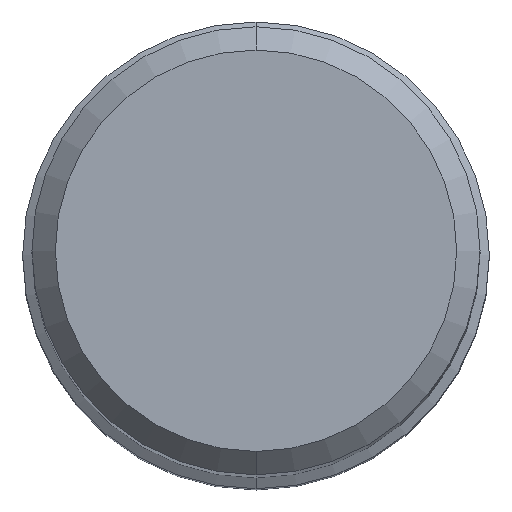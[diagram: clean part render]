
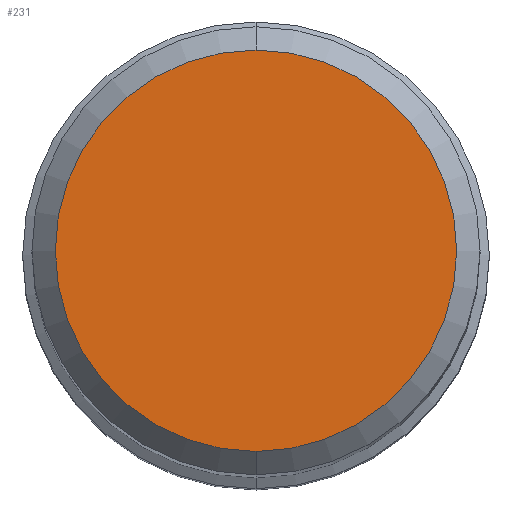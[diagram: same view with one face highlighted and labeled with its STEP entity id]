
A CAD part, top view. The second image highlights one B-rep face of the part: STEP entity #231.
In plain terms, the highlighted planar face has unit normal (0, 0, 1).
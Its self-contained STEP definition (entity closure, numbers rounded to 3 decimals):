
#139=VERTEX_POINT('',#370);
#185=VERTEX_POINT('',#423);
#199=EDGE_CURVE('',#139,#185,#439,.T.);
#231=ADVANCED_FACE('',(#475),#476,.T.);
#327=EDGE_CURVE('',#185,#139,#583,.T.);
#370=CARTESIAN_POINT('',(0.0,4.3,0.));
#423=CARTESIAN_POINT('',(0.,-4.3,0.));
#439=CIRCLE('',#712,4.3);
#475=FACE_OUTER_BOUND('',#758,.T.);
#476=PLANE('',#759);
#583=CIRCLE('',#897,4.3);
#712=AXIS2_PLACEMENT_3D('',#1018,#1019,#1020);
#758=EDGE_LOOP('',(#1066,#1067));
#759=AXIS2_PLACEMENT_3D('',#1068,#1069,#1070);
#897=AXIS2_PLACEMENT_3D('',#1213,#1214,#1215);
#1018=CARTESIAN_POINT('',(0.0,0.0,0.));
#1019=DIRECTION('',(0.0,0.0,-1.0));
#1020=DIRECTION('',(0.0,1.0,0.0));
#1066=ORIENTED_EDGE('',*,*,#199,.F.);
#1067=ORIENTED_EDGE('',*,*,#327,.F.);
#1068=CARTESIAN_POINT('',(0.0,2.15,0.));
#1069=DIRECTION('',(-0.0,0.0,1.0));
#1070=DIRECTION('',(0.0,-1.0,0.0));
#1213=CARTESIAN_POINT('',(0.0,0.0,0.));
#1214=DIRECTION('',(0.0,0.0,-1.0));
#1215=DIRECTION('',(0.0,1.0,0.0));
